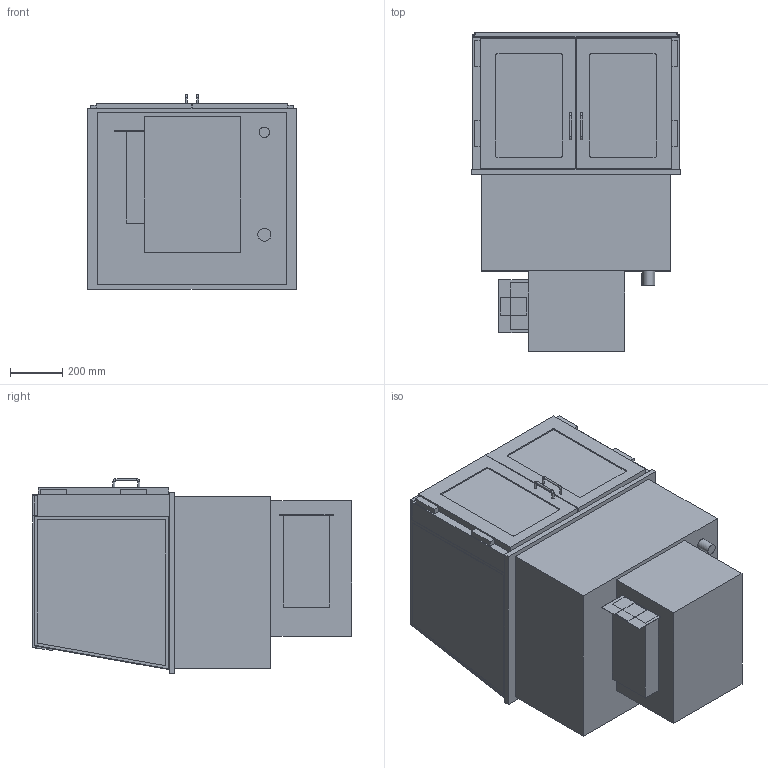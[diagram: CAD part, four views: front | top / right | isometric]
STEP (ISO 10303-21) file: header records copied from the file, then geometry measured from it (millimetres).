
FILE_DESCRIPTION(/* description */ ('vereinfachtes Modell'),/* implementation_level */ '2;1');
FILE_NAME(/* name */ '3D-AKE-00006945.stp',/* time_stamp */ '2025-01-27T15:11:25+01:00',/* author */ ('marina.schachner'),/* organization */ (''),/* preprocessor_version */ 'ST-DEVELOPER v20',/* originating_system */ 'Autodesk Inventor 2024',/* authorisation */ '');
FILE_SCHEMA (('AUTOMOTIVE_DESIGN { 1 0 10303 214 3 1 1 }','MODEL_BASED_INTEGRATED_MANUFACTURING_SCHEMA'));
Length unit declared in the file: millimetre
Products named in the file (1): 3D-AKE-00006945
Bounding box: 800 x 1225 x 747 mm (x, y, z)
Volume: 175166290.9 mm3; surface area: 13268952.5 mm2
Topology: 49 solids, 49 shells, 495 faces, 1136 edges, 752 vertices
Faces by surface type: plane 425, cylinder 66, torus 4
Full cylindrical faces by diameter (mm): 8 x6, 40 x1, 50 x1
Entity records: 13794 total; most frequent: CARTESIAN_POINT 2384, ORIENTED_EDGE 2272, DIRECTION 2256, EDGE_CURVE 1136, LINE 1008, VECTOR 1008, VERTEX_POINT 752, AXIS2_PLACEMENT_3D 624
